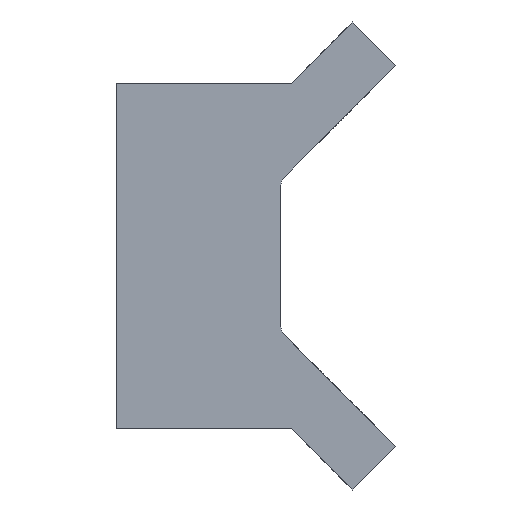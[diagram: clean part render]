
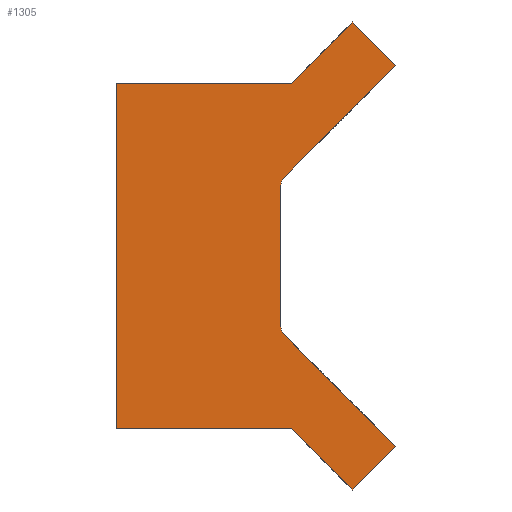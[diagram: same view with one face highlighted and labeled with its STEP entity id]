
A CAD part, left-side view. The second image highlights one B-rep face of the part: STEP entity #1305.
In plain terms, the highlighted planar face has unit normal (-1, 0, 0).
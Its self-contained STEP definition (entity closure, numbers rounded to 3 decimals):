
#357=CARTESIAN_POINT('Vertex',(-41.,5.069,-22.5)) ;
#362=CARTESIAN_POINT('Line Origine',(-41.,5.069,0.)) ;
#366=CARTESIAN_POINT('Vertex',(-41.,5.069,22.5)) ;
#1013=CARTESIAN_POINT('Vertex',(-41.,-16.431,9.234)) ;
#1018=CARTESIAN_POINT('Line Origine',(-41.,-16.431,0.)) ;
#1022=CARTESIAN_POINT('Vertex',(-41.,-16.431,-9.234)) ;
#1203=CARTESIAN_POINT('Vertex',(-41.,-17.762,-22.5)) ;
#1206=CARTESIAN_POINT('Line Origine',(-41.,-6.347,-22.5)) ;
#1227=CARTESIAN_POINT('Axis2P3D Location',(-41.,0.,0.)) ;
#1232=CARTESIAN_POINT('Line Origine',(-41.,-24.151,-17.575)) ;
#1236=CARTESIAN_POINT('Vertex',(-41.,-16.871,-10.295)) ;
#1238=CARTESIAN_POINT('Vertex',(-41.,-31.431,-24.855)) ;
#1241=CARTESIAN_POINT('Axis2P3D Location',(-41.,-17.931,-9.234)) ;
#1246=CARTESIAN_POINT('Axis2P3D Location',(-41.,-17.931,9.234)) ;
#1250=CARTESIAN_POINT('Vertex',(-41.,-16.871,10.295)) ;
#1253=CARTESIAN_POINT('Line Origine',(-41.,-24.151,17.575)) ;
#1257=CARTESIAN_POINT('Vertex',(-41.,-31.431,24.855)) ;
#1260=CARTESIAN_POINT('Line Origine',(-41.,-28.603,27.684)) ;
#1264=CARTESIAN_POINT('Vertex',(-41.,-25.775,30.512)) ;
#1267=CARTESIAN_POINT('Line Origine',(-41.,-21.768,26.506)) ;
#1271=CARTESIAN_POINT('Vertex',(-41.,-17.762,22.5)) ;
#1274=CARTESIAN_POINT('Line Origine',(-41.,-6.347,22.5)) ;
#1279=CARTESIAN_POINT('Line Origine',(-41.,-21.768,-26.506)) ;
#1283=CARTESIAN_POINT('Vertex',(-41.,-25.775,-30.512)) ;
#1286=CARTESIAN_POINT('Line Origine',(-41.,-28.603,-27.684)) ;
#363=DIRECTION('Vector Direction',(0.,0.,-1.)) ;
#1019=DIRECTION('Vector Direction',(0.,0.,-1.)) ;
#1207=DIRECTION('Vector Direction',(0.,1.,0.)) ;
#1228=DIRECTION('Axis2P3D Direction',(1.,0.,0.)) ;
#1229=DIRECTION('Axis2P3D XDirection',(0.,1.,0.)) ;
#1233=DIRECTION('Vector Direction',(0.,-0.707,-0.707)) ;
#1242=DIRECTION('Axis2P3D Direction',(1.,0.,0.)) ;
#1247=DIRECTION('Axis2P3D Direction',(1.,0.,0.)) ;
#1254=DIRECTION('Vector Direction',(0.,-0.707,0.707)) ;
#1261=DIRECTION('Vector Direction',(0.,-0.707,-0.707)) ;
#1268=DIRECTION('Vector Direction',(0.,-0.707,0.707)) ;
#1275=DIRECTION('Vector Direction',(0.,1.,0.)) ;
#1280=DIRECTION('Vector Direction',(0.,0.707,0.707)) ;
#1287=DIRECTION('Vector Direction',(0.,0.707,-0.707)) ;
#1230=AXIS2_PLACEMENT_3D('Plane Axis2P3D',#1227,#1228,#1229) ;
#1243=AXIS2_PLACEMENT_3D('Circle Axis2P3D',#1241,#1242,$) ;
#1248=AXIS2_PLACEMENT_3D('Circle Axis2P3D',#1246,#1247,$) ;
#1292=ORIENTED_EDGE('',*,*,#1240,.F.) ;
#1293=ORIENTED_EDGE('',*,*,#1245,.F.) ;
#1294=ORIENTED_EDGE('',*,*,#1024,.F.) ;
#1295=ORIENTED_EDGE('',*,*,#1252,.F.) ;
#1296=ORIENTED_EDGE('',*,*,#1259,.F.) ;
#1297=ORIENTED_EDGE('',*,*,#1266,.T.) ;
#1298=ORIENTED_EDGE('',*,*,#1273,.F.) ;
#1299=ORIENTED_EDGE('',*,*,#1278,.T.) ;
#1300=ORIENTED_EDGE('',*,*,#368,.F.) ;
#1301=ORIENTED_EDGE('',*,*,#1210,.T.) ;
#1302=ORIENTED_EDGE('',*,*,#1285,.T.) ;
#1303=ORIENTED_EDGE('',*,*,#1290,.F.) ;
#364=VECTOR('Line Direction',#363,1.) ;
#1020=VECTOR('Line Direction',#1019,1.) ;
#1208=VECTOR('Line Direction',#1207,1.) ;
#1234=VECTOR('Line Direction',#1233,1.) ;
#1255=VECTOR('Line Direction',#1254,1.) ;
#1262=VECTOR('Line Direction',#1261,1.) ;
#1269=VECTOR('Line Direction',#1268,1.) ;
#1276=VECTOR('Line Direction',#1275,1.) ;
#1281=VECTOR('Line Direction',#1280,1.) ;
#1288=VECTOR('Line Direction',#1287,1.) ;
#1305=ADVANCED_FACE('\X2\96F64EF651E04F554F53\X0\',(#1304),#1231,.F.) ;
#1244=CIRCLE('generated circle',#1243,1.5) ;
#1249=CIRCLE('generated circle',#1248,1.5) ;
#368=EDGE_CURVE('',#358,#367,#365,.F.) ;
#1024=EDGE_CURVE('',#1014,#1023,#1021,.T.) ;
#1210=EDGE_CURVE('',#358,#1204,#1209,.F.) ;
#1240=EDGE_CURVE('',#1237,#1239,#1235,.T.) ;
#1245=EDGE_CURVE('',#1023,#1237,#1244,.F.) ;
#1252=EDGE_CURVE('',#1251,#1014,#1249,.F.) ;
#1259=EDGE_CURVE('',#1258,#1251,#1256,.F.) ;
#1266=EDGE_CURVE('',#1258,#1265,#1263,.F.) ;
#1273=EDGE_CURVE('',#1272,#1265,#1270,.T.) ;
#1278=EDGE_CURVE('',#1272,#367,#1277,.T.) ;
#1285=EDGE_CURVE('',#1204,#1284,#1282,.F.) ;
#1290=EDGE_CURVE('',#1239,#1284,#1289,.T.) ;
#1291=EDGE_LOOP('',(#1292,#1293,#1294,#1295,#1296,#1297,#1298,#1299,#1300,#1301,#1302,#1303)) ;
#1304=FACE_OUTER_BOUND('',#1291,.T.) ;
#365=LINE('Line',#362,#364) ;
#1021=LINE('Line',#1018,#1020) ;
#1209=LINE('Line',#1206,#1208) ;
#1235=LINE('Line',#1232,#1234) ;
#1256=LINE('Line',#1253,#1255) ;
#1263=LINE('Line',#1260,#1262) ;
#1270=LINE('Line',#1267,#1269) ;
#1277=LINE('Line',#1274,#1276) ;
#1282=LINE('Line',#1279,#1281) ;
#1289=LINE('Line',#1286,#1288) ;
#1231=PLANE('',#1230) ;
#358=VERTEX_POINT('',#357) ;
#367=VERTEX_POINT('',#366) ;
#1014=VERTEX_POINT('',#1013) ;
#1023=VERTEX_POINT('',#1022) ;
#1204=VERTEX_POINT('',#1203) ;
#1237=VERTEX_POINT('',#1236) ;
#1239=VERTEX_POINT('',#1238) ;
#1251=VERTEX_POINT('',#1250) ;
#1258=VERTEX_POINT('',#1257) ;
#1265=VERTEX_POINT('',#1264) ;
#1272=VERTEX_POINT('',#1271) ;
#1284=VERTEX_POINT('',#1283) ;
